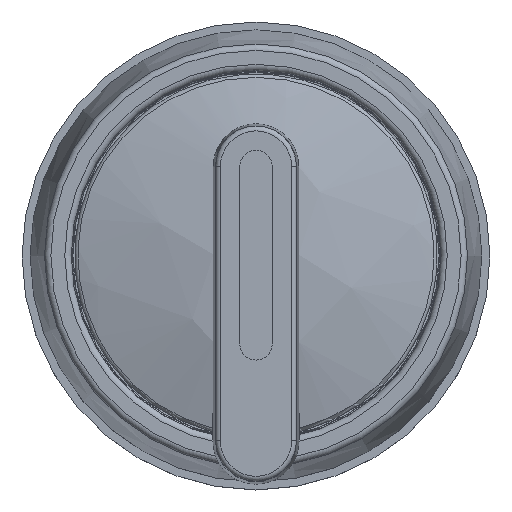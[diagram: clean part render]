
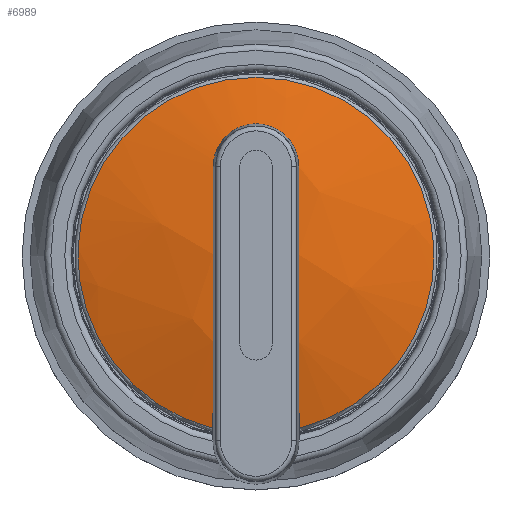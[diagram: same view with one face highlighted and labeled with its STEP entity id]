
A CAD part, top view. The second image highlights one B-rep face of the part: STEP entity #6989.
In plain terms, the highlighted spherical face has radius 37.5 mm.
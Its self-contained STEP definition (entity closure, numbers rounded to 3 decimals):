
#67=SPHERICAL_SURFACE('',#7544,37.5);
#201=B_SPLINE_CURVE_WITH_KNOTS('',3,(#11055,#11056,#11057,#11058,#11059,
#11060,#11061,#11062,#11063,#11064,#11065,#11066,#11067,#11068,#11069,#11070,
#11071,#11072),.UNSPECIFIED.,.F.,.F.,(4,2,2,2,2,2,2,2,4),(-0.804,
-0.703,-0.602,-0.502,-0.402,
-0.302,-0.202,-0.101,0.),
 .UNSPECIFIED.);
#716=FACE_OUTER_BOUND('',#1111,.T.);
#1111=EDGE_LOOP('',(#5062,#5063,#5064,#5065));
#2449=CIRCLE('',#7521,11.038);
#2458=CIRCLE('',#7536,37.355);
#2461=CIRCLE('',#7542,37.355);
#2882=VERTEX_POINT('',#11008);
#2883=VERTEX_POINT('',#11017);
#2892=VERTEX_POINT('',#11052);
#2893=VERTEX_POINT('',#11054);
#3699=EDGE_CURVE('',#2883,#2882,#2449,.T.);
#3714=EDGE_CURVE('',#2893,#2892,#201,.T.);
#3717=EDGE_CURVE('',#2892,#2883,#2458,.T.);
#3728=EDGE_CURVE('',#2882,#2893,#2461,.T.);
#5062=ORIENTED_EDGE('',*,*,#3728,.T.);
#5063=ORIENTED_EDGE('',*,*,#3714,.T.);
#5064=ORIENTED_EDGE('',*,*,#3717,.T.);
#5065=ORIENTED_EDGE('',*,*,#3699,.T.);
#6989=ADVANCED_FACE('',(#716),#67,.T.);
#7521=AXIS2_PLACEMENT_3D('',#11018,#8564,#8565);
#7536=AXIS2_PLACEMENT_3D('',#11076,#8601,#8602);
#7542=AXIS2_PLACEMENT_3D('',#11119,#8618,#8619);
#7544=AXIS2_PLACEMENT_3D('',#11122,#8623,#8624);
#8564=DIRECTION('center_axis',(0.,0.,
1.));
#8565=DIRECTION('ref_axis',(-0.707,-0.707,0.));
#8601=DIRECTION('center_axis',(1.,0.,0.017));
#8602=DIRECTION('ref_axis',(-0.017,0.017,1.));
#8618=DIRECTION('center_axis',(-1.,0.,
0.017));
#8619=DIRECTION('ref_axis',(-0.017,0.017,-1.));
#8623=DIRECTION('center_axis',(0.707,-0.707,0.));
#8624=DIRECTION('ref_axis',(0.707,0.707,0.));
#11008=CARTESIAN_POINT('',(-2.669,-10.711,13.739));
#11017=CARTESIAN_POINT('',(2.669,-10.711,13.739));
#11018=CARTESIAN_POINT('Origin',(0.,0.,
13.739));
#11052=CARTESIAN_POINT('',(2.648,5.5,14.9));
#11054=CARTESIAN_POINT('',(-2.648,5.5,14.9));
#11055=CARTESIAN_POINT('Ctrl Pts',(-2.648,5.5,14.9));
#11056=CARTESIAN_POINT('Ctrl Pts',(-2.649,5.833,14.85));
#11057=CARTESIAN_POINT('Ctrl Pts',(-2.584,6.189,14.797));
#11058=CARTESIAN_POINT('Ctrl Pts',(-2.313,6.844,14.699));
#11059=CARTESIAN_POINT('Ctrl Pts',(-2.109,7.143,14.654));
#11060=CARTESIAN_POINT('Ctrl Pts',(-1.638,7.614,14.584));
#11061=CARTESIAN_POINT('Ctrl Pts',(-1.34,7.818,14.553));
#11062=CARTESIAN_POINT('Ctrl Pts',(-0.688,8.089,
14.513));
#11063=CARTESIAN_POINT('Ctrl Pts',(-0.333,8.155,
14.502));
#11064=CARTESIAN_POINT('Ctrl Pts',(0.333,8.155,14.502));
#11065=CARTESIAN_POINT('Ctrl Pts',(0.688,8.089,14.513));
#11066=CARTESIAN_POINT('Ctrl Pts',(1.34,7.818,14.553));
#11067=CARTESIAN_POINT('Ctrl Pts',(1.638,7.614,14.584));
#11068=CARTESIAN_POINT('Ctrl Pts',(2.109,7.143,14.654));
#11069=CARTESIAN_POINT('Ctrl Pts',(2.313,6.844,14.699));
#11070=CARTESIAN_POINT('Ctrl Pts',(2.584,6.189,14.797));
#11071=CARTESIAN_POINT('Ctrl Pts',(2.649,5.833,14.85));
#11072=CARTESIAN_POINT('Ctrl Pts',(2.648,5.5,14.9));
#11076=CARTESIAN_POINT('Origin',(3.293,0.,-22.043));
#11119=CARTESIAN_POINT('Origin',(-3.293,0.,
-22.043));
#11122=CARTESIAN_POINT('Origin',(0.,0.,
-22.1));
